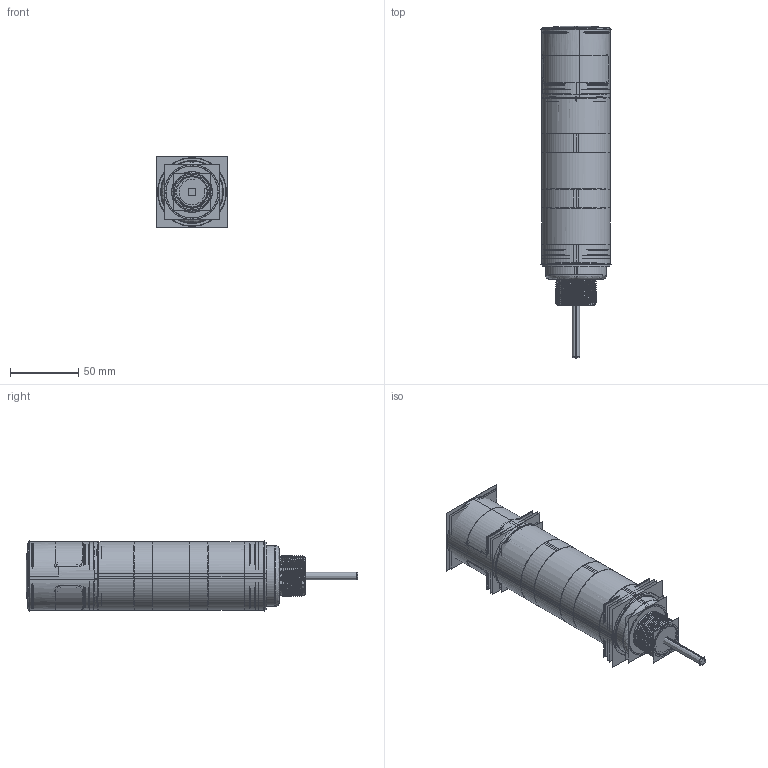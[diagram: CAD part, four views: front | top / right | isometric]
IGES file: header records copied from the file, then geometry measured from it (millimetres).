
Start section:  PTC IGES file: 212917.igs
Global section: file name: 212917.igs; native system: Creo Parametric by PTC Inc.; preprocessor: 2018300; author: pdmadmin; organization: Unknown; date: 20190725.144741; units: millimetre
Bounding box: 52.54 x 243.98 x 52.52 mm (x, y, z)
Volume: 113436.9 mm3; surface area: 680918.6 mm2
Topology: 8 solids, 14 shells, 2530 faces, 12611 edges, 15789 vertices
Faces by surface type: revolution 1290, bspline 1232, extrusion 8
